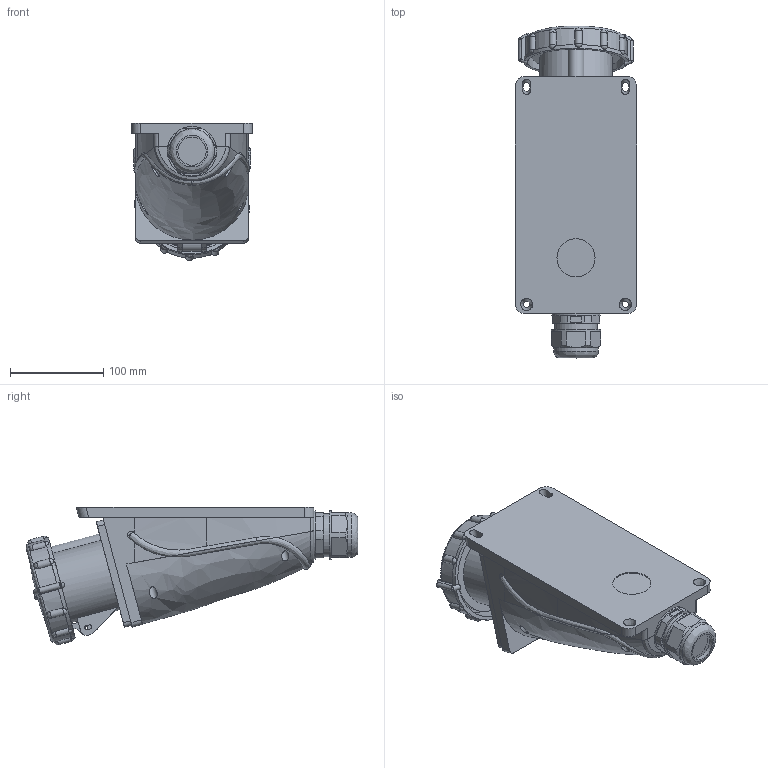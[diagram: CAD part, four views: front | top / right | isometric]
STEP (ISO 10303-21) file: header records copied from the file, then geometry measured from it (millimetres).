
FILE_DESCRIPTION (( 'STEP AP203' ), '1' );
FILE_NAME ('PSN12-063-4 Ðîçåòêà ñòàöèîíàðíàÿ ÑÑÈ-134 63À-6÷380-415Â 3Ð+ÐÅ IP67 MAGNUM ÈÝÊ.STEP', '2016-11-11T09:29:05', ( '' ), ( '' ), 'SwSTEP 2.0', 'SolidWorks 2014', '' );
FILE_SCHEMA (( 'CONFIG_CONTROL_DESIGN' ));
Length unit declared in the file: millimetre
Products named in the file (1): PSN12-063-4 Ðîçåòêà ñòàöèîíàðíàÿ ÑÑÈ-134 63À-6÷380-415Â 3Ð+ÐÅ IP67 MAGNUM ÈÝÊ
Bounding box: 130 x 356.5 x 147.77 mm (x, y, z)
Volume: 1324959 mm3; surface area: 388903 mm2
Topology: 2 solids, 2 shells, 665 faces, 1832 edges, 1209 vertices
Faces by surface type: plane 353, cylinder 193, bspline 104, torus 8, cone 7
Full cylindrical faces by diameter (mm): 3 x1, 4.1 x4, 5.455 x1, 6 x2, 6.5 x4, 7 x1, 8 x5, 9 x6, 11 x1, 13 x1, 16.2 x1, 30.3 x1, 30.5 x1, 40 x1, 41 x2, 46 x1, 48 x1, 52 x1, 53 x1, 60 x1, 60.5 x1, 75 x1, 76 x1, 96 x1, 96.2 x1, 97 x1, 97.5 x1, 100.2 x1, 102 x1, 104 x1
Entity records: 37409 total; most frequent: CARTESIAN_POINT 21641, ORIENTED_EDGE 3460, DIRECTION 2864, EDGE_CURVE 1730, VERTEX_POINT 1183, AXIS2_PLACEMENT_3D 1004, VECTOR 856, LINE 856
